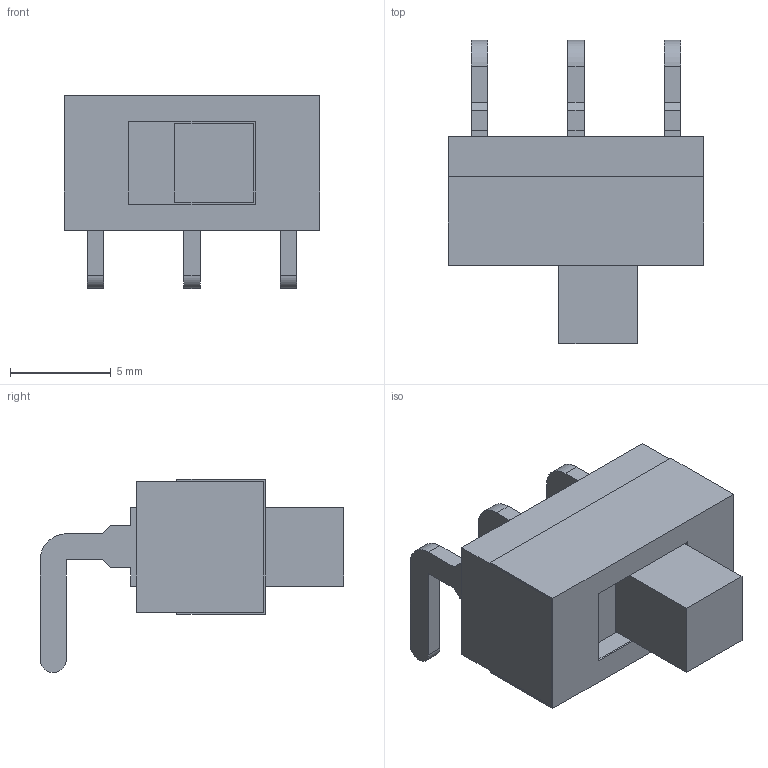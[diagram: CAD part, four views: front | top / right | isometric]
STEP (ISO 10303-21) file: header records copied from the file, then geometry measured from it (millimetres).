
FILE_DESCRIPTION(/* description */ (''),/* implementation_level */ '2;1');
FILE_NAME(/* name */ 'SS12D06.step',/* time_stamp */ '2024-02-03T05:28:22+03:00',/* author */ (''),/* organization */ (''),/* preprocessor_version */ 'ST-DEVELOPER v20',/* originating_system */ 'Autodesk Translation Framework v12.20.1.177',/* authorisation */ '');
FILE_SCHEMA (('AUTOMOTIVE_DESIGN { 1 0 10303 214 3 1 1 }'));
Length unit declared in the file: millimetre
Products named in the file (3): SS12D06-my; Pins; Body
Assembly tree (4 placements, depth 2):
  SS12D06-my
    Pins  x3
    Body
Bounding box: 12.7 x 15.1 x 9.6 mm (x, y, z)
Volume: 622.5 mm3; surface area: 1003.6 mm2
Topology: 5 solids, 5 shells, 81 faces, 207 edges, 138 vertices
Faces by surface type: plane 75, cylinder 6
Entity records: 1500 total; most frequent: CARTESIAN_POINT 249, ORIENTED_EDGE 234, DIRECTION 229, EDGE_CURVE 117, LINE 113, VECTOR 113, VERTEX_POINT 78, AXIS2_PLACEMENT_3D 58
